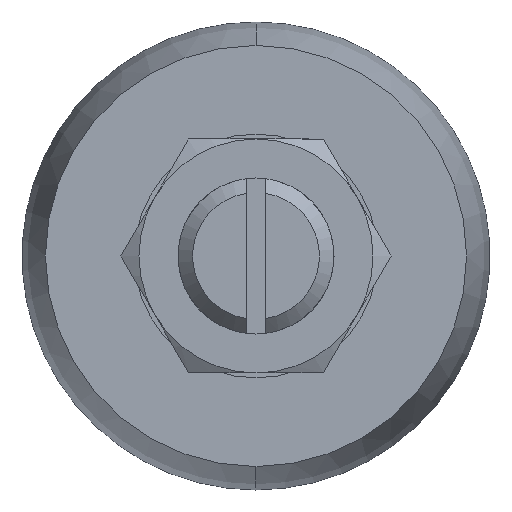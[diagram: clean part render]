
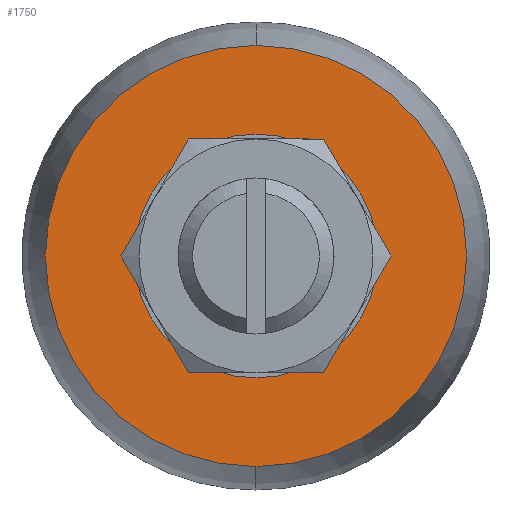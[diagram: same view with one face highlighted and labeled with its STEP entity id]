
A CAD part, left-side view. The second image highlights one B-rep face of the part: STEP entity #1750.
In plain terms, the highlighted planar face has unit normal (-1, 0, 0).
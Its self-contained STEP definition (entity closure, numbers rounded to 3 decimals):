
#21 = EDGE_LOOP ( 'NONE', ( #1218, #2330 ) ) ;
#45 = VERTEX_POINT ( 'NONE', #582 ) ;
#56 = FACE_BOUND ( 'NONE', #21, .T. ) ;
#209 = AXIS2_PLACEMENT_3D ( 'NONE', #2696, #3191, #1436 ) ;
#330 = DIRECTION ( 'NONE',  ( 0., 0., 1. ) ) ;
#536 = CARTESIAN_POINT ( 'NONE',  ( 35., 0., 0. ) ) ;
#555 = EDGE_CURVE ( 'NONE', #2391, #45, #1560, .T. ) ;
#582 = CARTESIAN_POINT ( 'NONE',  ( 35., 0., -12.5 ) ) ;
#749 = CARTESIAN_POINT ( 'NONE',  ( 35., 0., -21.596 ) ) ;
#800 = CIRCLE ( 'NONE', #3211, 12.5 ) ;
#842 = CARTESIAN_POINT ( 'NONE',  ( 35., 0., 0. ) ) ;
#932 = VERTEX_POINT ( 'NONE', #3050 ) ;
#1009 = AXIS2_PLACEMENT_3D ( 'NONE', #536, #2788, #2024 ) ;
#1039 = AXIS2_PLACEMENT_3D ( 'NONE', #842, #3100, #1095 ) ;
#1095 = DIRECTION ( 'NONE',  ( 0., 0., 1. ) ) ;
#1112 = EDGE_CURVE ( 'NONE', #2227, #932, #2093, .T. ) ;
#1172 = AXIS2_PLACEMENT_3D ( 'NONE', #2107, #2892, #330 ) ;
#1218 = ORIENTED_EDGE ( 'NONE', *, *, #555, .F. ) ;
#1436 = DIRECTION ( 'NONE',  ( 0., 0., -1. ) ) ;
#1445 = ORIENTED_EDGE ( 'NONE', *, *, #3174, .T. ) ;
#1546 = FACE_OUTER_BOUND ( 'NONE', #1778, .T. ) ;
#1560 = CIRCLE ( 'NONE', #1009, 12.5 ) ;
#1596 = EDGE_CURVE ( 'NONE', #45, #2391, #800, .T. ) ;
#1750 = ADVANCED_FACE ( 'NONE', ( #56, #1546 ), #3130, .F. ) ;
#1778 = EDGE_LOOP ( 'NONE', ( #1445, #3186 ) ) ;
#1916 = CIRCLE ( 'NONE', #1172, 21.596 ) ;
#2015 = CARTESIAN_POINT ( 'NONE',  ( 35., 0., 0. ) ) ;
#2024 = DIRECTION ( 'NONE',  ( 0., 0., 1. ) ) ;
#2072 = CARTESIAN_POINT ( 'NONE',  ( 35., 0., 12.5 ) ) ;
#2093 = CIRCLE ( 'NONE', #1039, 21.596 ) ;
#2107 = CARTESIAN_POINT ( 'NONE',  ( 35., 0., 0. ) ) ;
#2227 = VERTEX_POINT ( 'NONE', #749 ) ;
#2330 = ORIENTED_EDGE ( 'NONE', *, *, #1596, .F. ) ;
#2391 = VERTEX_POINT ( 'NONE', #2072 ) ;
#2696 = CARTESIAN_POINT ( 'NONE',  ( 35., 21.596, 0. ) ) ;
#2788 = DIRECTION ( 'NONE',  ( -1., 0., 0. ) ) ;
#2811 = DIRECTION ( 'NONE',  ( -1., 0., 0. ) ) ;
#2834 = DIRECTION ( 'NONE',  ( 0., 0., 1. ) ) ;
#2892 = DIRECTION ( 'NONE',  ( -1., 0., 0. ) ) ;
#3050 = CARTESIAN_POINT ( 'NONE',  ( 35., 0., 21.596 ) ) ;
#3100 = DIRECTION ( 'NONE',  ( -1., 0., 0. ) ) ;
#3130 = PLANE ( 'NONE',  #209 ) ;
#3174 = EDGE_CURVE ( 'NONE', #932, #2227, #1916, .T. ) ;
#3186 = ORIENTED_EDGE ( 'NONE', *, *, #1112, .T. ) ;
#3191 = DIRECTION ( 'NONE',  ( 1., 0., 0. ) ) ;
#3211 = AXIS2_PLACEMENT_3D ( 'NONE', #2015, #2811, #2834 ) ;
